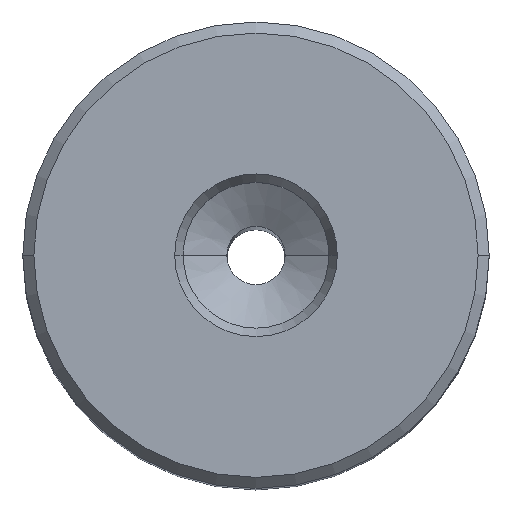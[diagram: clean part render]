
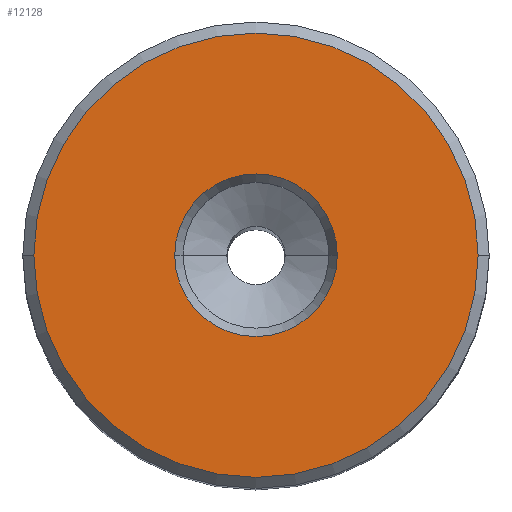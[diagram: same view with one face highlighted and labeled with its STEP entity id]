
A CAD part, top view. The second image highlights one B-rep face of the part: STEP entity #12128.
In plain terms, the highlighted planar face has unit normal (0, 0, 1).
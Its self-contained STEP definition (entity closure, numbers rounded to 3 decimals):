
#1559 = CARTESIAN_POINT ( 'NONE',  ( 5.577, 0., 60. ) ) ;
#1860 = AXIS2_PLACEMENT_3D ( 'NONE', #14234, #5471, #15663 ) ;
#2464 = DIRECTION ( 'NONE',  ( 0., 0., 1. ) ) ;
#2730 = AXIS2_PLACEMENT_3D ( 'NONE', #7900, #17966, #9392 ) ;
#3354 = EDGE_LOOP ( 'NONE', ( #14644, #12794 ) ) ;
#3653 = CIRCLE ( 'NONE', #3885, 5.577 ) ;
#3794 = CARTESIAN_POINT ( 'NONE',  ( -5.577, 0., 60. ) ) ;
#3885 = AXIS2_PLACEMENT_3D ( 'NONE', #7326, #17409, #8790 ) ;
#4161 = AXIS2_PLACEMENT_3D ( 'NONE', #12911, #4183, #14374 ) ;
#4183 = DIRECTION ( 'NONE',  ( 0., 0., -1. ) ) ;
#5471 = DIRECTION ( 'NONE',  ( 0., 0., -1. ) ) ;
#5930 = VERTEX_POINT ( 'NONE', #1559 ) ;
#6113 = AXIS2_PLACEMENT_3D ( 'NONE', #11211, #2464, #12644 ) ;
#7318 = CARTESIAN_POINT ( 'NONE',  ( -15.24, 0., 60. ) ) ;
#7326 = CARTESIAN_POINT ( 'NONE',  ( 0., 0., 60. ) ) ;
#7772 = VERTEX_POINT ( 'NONE', #3794 ) ;
#7900 = CARTESIAN_POINT ( 'NONE',  ( 0., 0., 60. ) ) ;
#8556 = CIRCLE ( 'NONE', #2730, 15.24 ) ;
#8790 = DIRECTION ( 'NONE',  ( 1., 0., 0. ) ) ;
#9392 = DIRECTION ( 'NONE',  ( -1., 0., 0. ) ) ;
#10530 = EDGE_CURVE ( 'NONE', #7772, #5930, #3653, .T. ) ;
#10678 = FACE_BOUND ( 'NONE', #3354, .T. ) ;
#10787 = VERTEX_POINT ( 'NONE', #7318 ) ;
#11211 = CARTESIAN_POINT ( 'NONE',  ( 0., 0., 60. ) ) ;
#12128 = ADVANCED_FACE ( 'NONE', ( #10678, #14962 ), #18517, .F. ) ;
#12263 = EDGE_CURVE ( 'NONE', #14562, #10787, #17157, .T. ) ;
#12541 = ORIENTED_EDGE ( 'NONE', *, *, #12263, .F. ) ;
#12644 = DIRECTION ( 'NONE',  ( 1., 0., 0. ) ) ;
#12687 = CARTESIAN_POINT ( 'NONE',  ( 15.24, 0., 60. ) ) ;
#12794 = ORIENTED_EDGE ( 'NONE', *, *, #10530, .F. ) ;
#12843 = EDGE_CURVE ( 'NONE', #10787, #14562, #8556, .T. ) ;
#12911 = CARTESIAN_POINT ( 'NONE',  ( 0., 0., 60. ) ) ;
#13718 = EDGE_CURVE ( 'NONE', #5930, #7772, #13960, .T. ) ;
#13960 = CIRCLE ( 'NONE', #6113, 5.577 ) ;
#14234 = CARTESIAN_POINT ( 'NONE',  ( 0., 0., 60. ) ) ;
#14374 = DIRECTION ( 'NONE',  ( -1., 0., 0. ) ) ;
#14562 = VERTEX_POINT ( 'NONE', #12687 ) ;
#14644 = ORIENTED_EDGE ( 'NONE', *, *, #13718, .F. ) ;
#14962 = FACE_OUTER_BOUND ( 'NONE', #15853, .T. ) ;
#15530 = ORIENTED_EDGE ( 'NONE', *, *, #12843, .F. ) ;
#15663 = DIRECTION ( 'NONE',  ( -1., 0., 0. ) ) ;
#15853 = EDGE_LOOP ( 'NONE', ( #15530, #12541 ) ) ;
#17157 = CIRCLE ( 'NONE', #1860, 15.24 ) ;
#17409 = DIRECTION ( 'NONE',  ( 0., 0., 1. ) ) ;
#17966 = DIRECTION ( 'NONE',  ( 0., 0., -1. ) ) ;
#18517 = PLANE ( 'NONE',  #4161 ) ;
